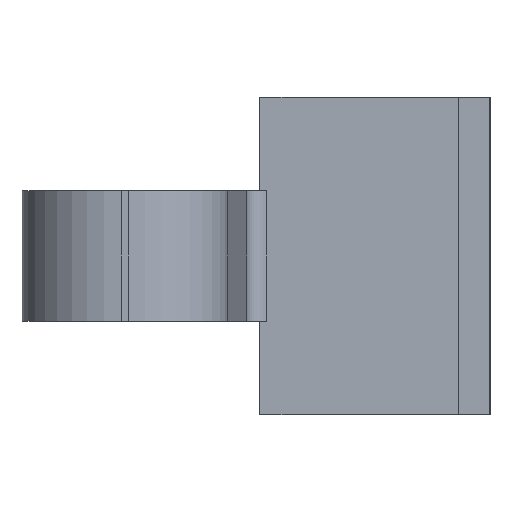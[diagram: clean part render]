
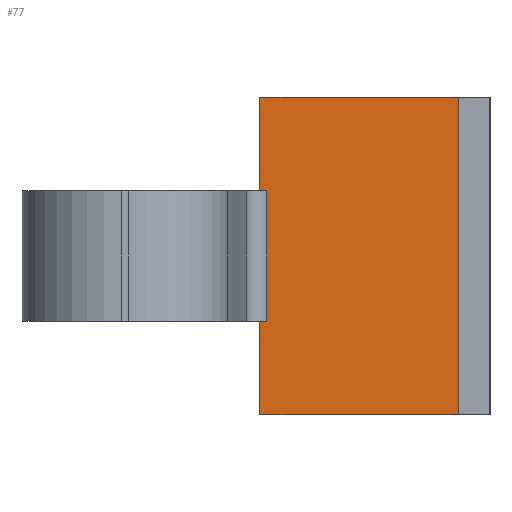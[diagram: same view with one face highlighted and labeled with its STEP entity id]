
A CAD part, left-side view. The second image highlights one B-rep face of the part: STEP entity #77.
In plain terms, the highlighted planar face has unit normal (-1, 0, 0).
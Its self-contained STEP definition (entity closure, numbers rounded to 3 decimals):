
#77 = ADVANCED_FACE( '', ( #109 ), #110, .F. );
#109 = FACE_OUTER_BOUND( '', #177, .T. );
#110 = PLANE( '', #178 );
#177 = EDGE_LOOP( '', ( #255, #256, #257, #258, #259, #260, #261, #262 ) );
#178 = AXIS2_PLACEMENT_3D( '', #263, #264, #265 );
#255 = ORIENTED_EDGE( '', *, *, #486, .F. );
#256 = ORIENTED_EDGE( '', *, *, #487, .F. );
#257 = ORIENTED_EDGE( '', *, *, #488, .F. );
#258 = ORIENTED_EDGE( '', *, *, #483, .T. );
#259 = ORIENTED_EDGE( '', *, *, #489, .T. );
#260 = ORIENTED_EDGE( '', *, *, #478, .T. );
#261 = ORIENTED_EDGE( '', *, *, #490, .T. );
#262 = ORIENTED_EDGE( '', *, *, #491, .T. );
#263 = CARTESIAN_POINT( '', ( 0., 5., 0. ) );
#264 = DIRECTION( '', ( 1., 0., 0. ) );
#265 = DIRECTION( '', ( 0., 1., 0. ) );
#478 = EDGE_CURVE( '', #553, #554, #555, .T. );
#483 = EDGE_CURVE( '', #564, #561, #565, .T. );
#486 = EDGE_CURVE( '', #569, #570, #571, .T. );
#487 = EDGE_CURVE( '', #572, #569, #573, .T. );
#488 = EDGE_CURVE( '', #564, #572, #574, .T. );
#489 = EDGE_CURVE( '', #561, #553, #575, .T. );
#490 = EDGE_CURVE( '', #554, #576, #577, .T. );
#491 = EDGE_CURVE( '', #576, #570, #578, .T. );
#553 = VERTEX_POINT( '', #680 );
#554 = VERTEX_POINT( '', #681 );
#555 = LINE( '', #682, #683 );
#561 = VERTEX_POINT( '', #691 );
#564 = VERTEX_POINT( '', #694 );
#565 = LINE( '', #695, #696 );
#569 = VERTEX_POINT( '', #701 );
#570 = VERTEX_POINT( '', #702 );
#571 = LINE( '', #703, #704 );
#572 = VERTEX_POINT( '', #705 );
#573 = LINE( '', #706, #707 );
#574 = LINE( '', #708, #709 );
#575 = LINE( '', #710, #711 );
#576 = VERTEX_POINT( '', #712 );
#577 = LINE( '', #713, #714 );
#578 = LINE( '', #715, #716 );
#680 = CARTESIAN_POINT( '', ( 0., 5., -5.65 ) );
#681 = CARTESIAN_POINT( '', ( 0., 5., -8. ) );
#682 = CARTESIAN_POINT( '', ( 0., 5., -5.65 ) );
#683 = VECTOR( '', #892, 1000. );
#691 = CARTESIAN_POINT( '', ( 0., 4.839, -5.65 ) );
#694 = CARTESIAN_POINT( '', ( 0., 4.839, -2.35 ) );
#695 = CARTESIAN_POINT( '', ( 0., 4.839, -5.65 ) );
#696 = VECTOR( '', #901, 1000. );
#701 = CARTESIAN_POINT( '', ( 0., 5., 0. ) );
#702 = CARTESIAN_POINT( '', ( 0., 0., 0. ) );
#703 = CARTESIAN_POINT( '', ( 0., 5., 0. ) );
#704 = VECTOR( '', #906, 1000. );
#705 = CARTESIAN_POINT( '', ( 0., 5., -2.35 ) );
#706 = CARTESIAN_POINT( '', ( 0., 5., -2.35 ) );
#707 = VECTOR( '', #907, 1000. );
#708 = CARTESIAN_POINT( '', ( 0., 4.839, -2.35 ) );
#709 = VECTOR( '', #908, 1000. );
#710 = CARTESIAN_POINT( '', ( 0., 4.839, -5.65 ) );
#711 = VECTOR( '', #909, 1000. );
#712 = CARTESIAN_POINT( '', ( 0., 0., -8. ) );
#713 = CARTESIAN_POINT( '', ( 0., 5., -8. ) );
#714 = VECTOR( '', #910, 1000. );
#715 = CARTESIAN_POINT( '', ( 0., 0., 0. ) );
#716 = VECTOR( '', #911, 1000. );
#892 = DIRECTION( '', ( 0., 0., -1. ) );
#901 = DIRECTION( '', ( 0., 0., -1. ) );
#906 = DIRECTION( '', ( 0., -1., 0. ) );
#907 = DIRECTION( '', ( 0., 0., 1. ) );
#908 = DIRECTION( '', ( 0., 1., 0. ) );
#909 = DIRECTION( '', ( 0., 1., 0. ) );
#910 = DIRECTION( '', ( 0., -1., 0. ) );
#911 = DIRECTION( '', ( 0., 0., 1. ) );
